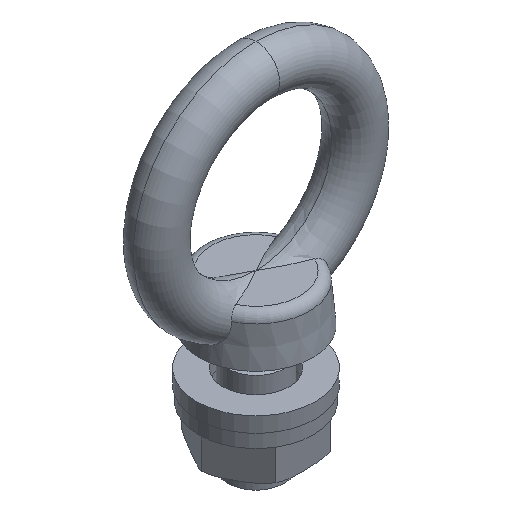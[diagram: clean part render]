
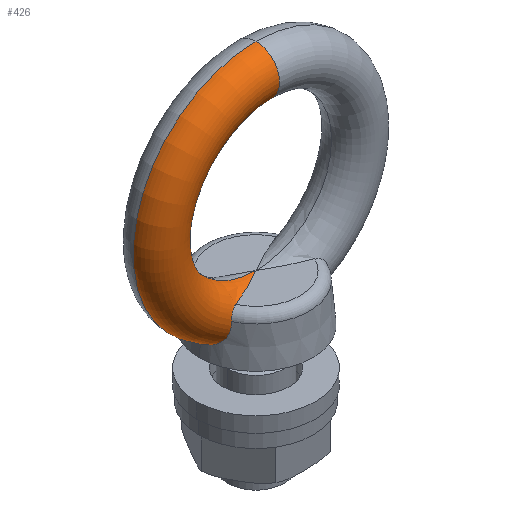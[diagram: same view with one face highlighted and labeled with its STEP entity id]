
A CAD part, isometric view. The second image highlights one B-rep face of the part: STEP entity #426.
In plain terms, the highlighted toroidal (fillet/blend) face has major radius 10.5 mm and minor radius 2.5 mm.
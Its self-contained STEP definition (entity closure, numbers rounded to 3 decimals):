
#35 = CARTESIAN_POINT ( 'NONE',  ( -4.3, -2.06, 5. ) ) ;
#36 = CARTESIAN_POINT ( 'NONE',  ( -4.414, -2.111, 4.977 ) ) ;
#37 = CARTESIAN_POINT ( 'NONE',  ( -4.62, -2.215, 4.887 ) ) ;
#38 = CARTESIAN_POINT ( 'NONE',  ( -4.713, -2.267, 4.821 ) ) ;
#39 = CARTESIAN_POINT ( 'NONE',  ( -4.872, -2.359, 4.654 ) ) ;
#40 = CARTESIAN_POINT ( 'NONE',  ( -4.936, -2.398, 4.554 ) ) ;
#41 = CARTESIAN_POINT ( 'NONE',  ( -5.03, -2.457, 4.331 ) ) ;
#42 = CARTESIAN_POINT ( 'NONE',  ( -5.058, -2.476, 4.211 ) ) ;
#43 = CARTESIAN_POINT ( 'NONE',  ( -5.064, -2.488, 4.087 ) ) ;
#46 = B_SPLINE_CURVE_WITH_KNOTS ( 'NONE', 3,
 ( #43, #42, #41, #40, #39, #38, #37, #36, #35, #97 ),
 .UNSPECIFIED., .F., .F.,
 ( 4, 2, 2, 2, 4 ),
 ( 0., 0., 0.001, 0.001, 0.001 ),
 .UNSPECIFIED. ) ;
#47 = CARTESIAN_POINT ( 'NONE',  ( -4.184, -2.021, 5. ) ) ;
#48 = CARTESIAN_POINT ( 'NONE',  ( -5.064, -2.488, 4.087 ) ) ;
#97 = CARTESIAN_POINT ( 'NONE',  ( -4.184, -2.021, 5. ) ) ;
#241 = VERTEX_POINT ( 'NONE', #593 ) ;
#242 = EDGE_CURVE ( 'NONE', #432, #241, #717, .T. ) ;
#243 = ORIENTED_EDGE ( 'NONE', *, *, #242, .F. ) ;
#245 = EDGE_CURVE ( 'NONE', #435, #741, #711, .T. ) ;
#367 = ORIENTED_EDGE ( 'NONE', *, *, #245, .T. ) ;
#426 = ADVANCED_FACE ( 'NONE', ( #1309 ), #1307, .T. ) ;
#427 = EDGE_LOOP ( 'NONE', ( #429, #433, #367, #578, #577, #243 ) ) ;
#429 = ORIENTED_EDGE ( 'NONE', *, *, #430, .F. ) ;
#430 = EDGE_CURVE ( 'NONE', #431, #432, #1303, .T. ) ;
#431 = VERTEX_POINT ( 'NONE', #1298 ) ;
#432 = VERTEX_POINT ( 'NONE', #1297 ) ;
#433 = ORIENTED_EDGE ( 'NONE', *, *, #434, .T. ) ;
#434 = EDGE_CURVE ( 'NONE', #431, #435, #1295, .T. ) ;
#435 = VERTEX_POINT ( 'NONE', #1296 ) ;
#577 = ORIENTED_EDGE ( 'NONE', *, *, #579, .T. ) ;
#578 = ORIENTED_EDGE ( 'NONE', *, *, #742, .T. ) ;
#579 = EDGE_CURVE ( 'NONE', #749, #241, #1536, .T. ) ;
#593 = CARTESIAN_POINT ( 'NONE',  ( 0., 0., 5. ) ) ;
#692 = CARTESIAN_POINT ( 'NONE',  ( -5.064, -2.488, 4.087 ) ) ;
#693 = CARTESIAN_POINT ( 'NONE',  ( -5.083, -2.519, 3.731 ) ) ;
#694 = CARTESIAN_POINT ( 'NONE',  ( -5.134, -2.491, 3.376 ) ) ;
#695 = CARTESIAN_POINT ( 'NONE',  ( -5.252, -2.337, 2.877 ) ) ;
#711 = B_SPLINE_CURVE_WITH_KNOTS ( 'NONE', 3,
 ( #771, #770, #769, #768, #767, #766, #765, #764, #763, #762, #695, #694, #693, #692 ),
 .UNSPECIFIED., .F., .F.,
 ( 4, 2, 2, 2, 2, 2, 4 ),
 ( 0.004, 0.005, 0.005, 0.006, 0.007, 0.007, 0.008 ),
 .UNSPECIFIED. ) ;
#713 = DIRECTION ( 'NONE',  ( 0., 0., -1. ) ) ;
#714 = DIRECTION ( 'NONE',  ( 0., -1., 0. ) ) ;
#715 = CARTESIAN_POINT ( 'NONE',  ( 0., 0., 13. ) ) ;
#716 = AXIS2_PLACEMENT_3D ( 'NONE', #715, #714, #713 ) ;
#717 = CIRCLE ( 'NONE', #716, 8. ) ;
#741 = VERTEX_POINT ( 'NONE', #48 ) ;
#742 = EDGE_CURVE ( 'NONE', #741, #749, #46, .T. ) ;
#749 = VERTEX_POINT ( 'NONE', #47 ) ;
#762 = CARTESIAN_POINT ( 'NONE',  ( -5.297, -2.269, 2.721 ) ) ;
#763 = CARTESIAN_POINT ( 'NONE',  ( -5.395, -2.098, 2.427 ) ) ;
#764 = CARTESIAN_POINT ( 'NONE',  ( -5.447, -1.995, 2.288 ) ) ;
#765 = CARTESIAN_POINT ( 'NONE',  ( -5.601, -1.646, 1.92 ) ) ;
#766 = CARTESIAN_POINT ( 'NONE',  ( -5.7, -1.353, 1.727 ) ) ;
#767 = CARTESIAN_POINT ( 'NONE',  ( -5.803, -0.871, 1.535 ) ) ;
#768 = CARTESIAN_POINT ( 'NONE',  ( -5.831, -0.7, 1.485 ) ) ;
#769 = CARTESIAN_POINT ( 'NONE',  ( -5.868, -0.353, 1.421 ) ) ;
#770 = CARTESIAN_POINT ( 'NONE',  ( -5.877, -0.178, 1.404 ) ) ;
#771 = CARTESIAN_POINT ( 'NONE',  ( -5.877, 0., 1.404 ) ) ;
#1155 = DIRECTION ( 'NONE',  ( 0., 0., -1. ) ) ;
#1156 = DIRECTION ( 'NONE',  ( 0., -1., 0. ) ) ;
#1157 = CARTESIAN_POINT ( 'NONE',  ( 0., 0., 13. ) ) ;
#1294 = AXIS2_PLACEMENT_3D ( 'NONE', #1157, #1156, #1155 ) ;
#1295 = CIRCLE ( 'NONE', #1294, 13. ) ;
#1296 = CARTESIAN_POINT ( 'NONE',  ( -5.877, 0., 1.404 ) ) ;
#1297 = CARTESIAN_POINT ( 'NONE',  ( 0., 0., 21. ) ) ;
#1298 = CARTESIAN_POINT ( 'NONE',  ( 0., 0., 26. ) ) ;
#1299 = DIRECTION ( 'NONE',  ( 0., 0., -1. ) ) ;
#1300 = DIRECTION ( 'NONE',  ( 1., 0., 0. ) ) ;
#1301 = CARTESIAN_POINT ( 'NONE',  ( 0., 0., 23.5 ) ) ;
#1302 = AXIS2_PLACEMENT_3D ( 'NONE', #1301, #1300, #1299 ) ;
#1303 = CIRCLE ( 'NONE', #1302, 2.5 ) ;
#1304 = DIRECTION ( 'NONE',  ( 0., 0., -1. ) ) ;
#1305 = DIRECTION ( 'NONE',  ( 0., -1., 0. ) ) ;
#1306 = AXIS2_PLACEMENT_3D ( 'NONE', #1308, #1305, #1304 ) ;
#1307 = TOROIDAL_SURFACE ( 'NONE', #1306, 10.5, 2.5 ) ;
#1308 = CARTESIAN_POINT ( 'NONE',  ( 0., 0., 13. ) ) ;
#1309 = FACE_OUTER_BOUND ( 'NONE', #427, .T. ) ;
#1521 = CARTESIAN_POINT ( 'NONE',  ( 0., 0., 5. ) ) ;
#1522 = CARTESIAN_POINT ( 'NONE',  ( -0.084, -0.049, 5. ) ) ;
#1523 = CARTESIAN_POINT ( 'NONE',  ( -0.169, -0.095, 5. ) ) ;
#1524 = CARTESIAN_POINT ( 'NONE',  ( -0.339, -0.189, 5. ) ) ;
#1525 = CARTESIAN_POINT ( 'NONE',  ( -0.424, -0.237, 5. ) ) ;
#1526 = CARTESIAN_POINT ( 'NONE',  ( -0.678, -0.378, 5. ) ) ;
#1527 = CARTESIAN_POINT ( 'NONE',  ( -0.848, -0.472, 5. ) ) ;
#1528 = CARTESIAN_POINT ( 'NONE',  ( -1.359, -0.75, 5. ) ) ;
#1529 = CARTESIAN_POINT ( 'NONE',  ( -1.701, -0.932, 5. ) ) ;
#1530 = CARTESIAN_POINT ( 'NONE',  ( -2.739, -1.454, 5. ) ) ;
#1531 = CARTESIAN_POINT ( 'NONE',  ( -3.445, -1.771, 5. ) ) ;
#1532 = CARTESIAN_POINT ( 'NONE',  ( -4.184, -2.021, 5. ) ) ;
#1536 = B_SPLINE_CURVE_WITH_KNOTS ( 'NONE', 3,
 ( #1532, #1531, #1530, #1529, #1528, #1527, #1526, #1525, #1524, #1523, #1522, #1521 ),
 .UNSPECIFIED., .F., .F.,
 ( 4, 2, 2, 2, 2, 4 ),
 ( 0.005, 0.008, 0.009, 0.009, 0.01, 0.01 ),
 .UNSPECIFIED. ) ;
